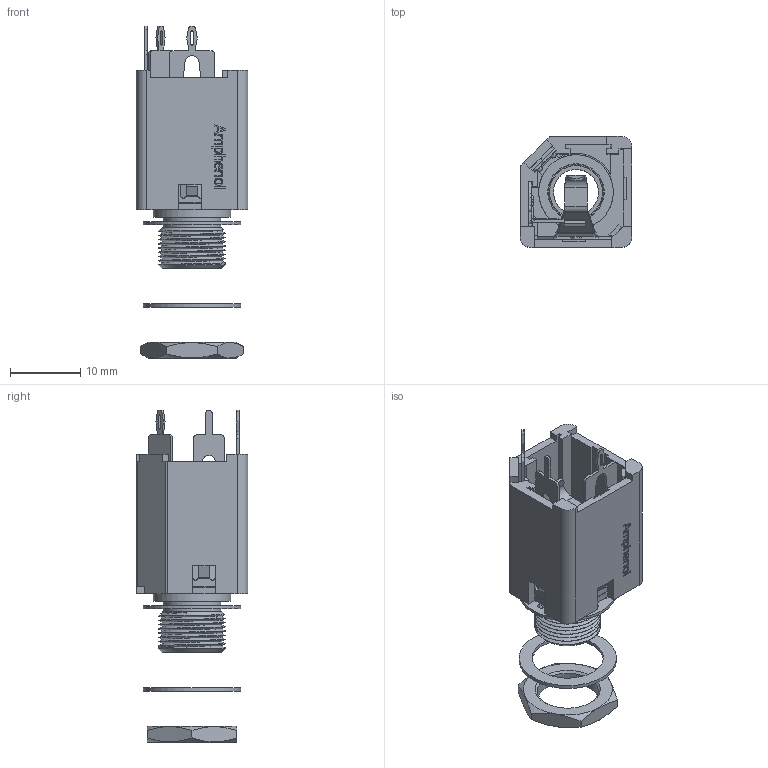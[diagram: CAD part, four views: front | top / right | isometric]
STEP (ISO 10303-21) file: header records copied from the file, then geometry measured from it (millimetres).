
FILE_DESCRIPTION(/* description */ (''),/* implementation_level */ '2;1');
FILE_NAME(/* name */ 'ACJS-MN-2S.stp',/* time_stamp */ '2018-01-15T18:36:22+11:00',/* author */ ('minh'),/* organization */ (''),/* preprocessor_version */ 'ST-DEVELOPER v16.1',/* originating_system */ 'Autodesk Inventor 2016',/* authorisation */ '');
FILE_SCHEMA (('AUTOMOTIVE_DESIGN { 1 0 10303 214 3 1 1 }'));
Length unit declared in the file: inch
Products named in the file (1): ACJS-MN-2S_Shrinkwrap_1
Bounding box: 15.8 x 15.8 x 47.1 mm (x, y, z)
Surface area: 5117.6 mm2 (no closed solid volume)
Topology: 0 solids, 27 shells, 277 faces, 1228 edges, 940 vertices
Faces by surface type: plane 186, cylinder 68, bspline 10, cone 7, sphere 3, torus 3
Full cylindrical faces by diameter (mm): 1.6 x1, 1.8 x1, 6.4 x1, 8.2 x1, 8.661 x1, 10.1 x1, 10.6 x1, 11 x1, 13.8 x2
Entity records: 15226 total; most frequent: CARTESIAN_POINT 5354, ORIENTED_EDGE 1866, DIRECTION 1804, EDGE_CURVE 1196, VERTEX_POINT 930, LINE 774, VECTOR 774, AXIS2_PLACEMENT_3D 515
